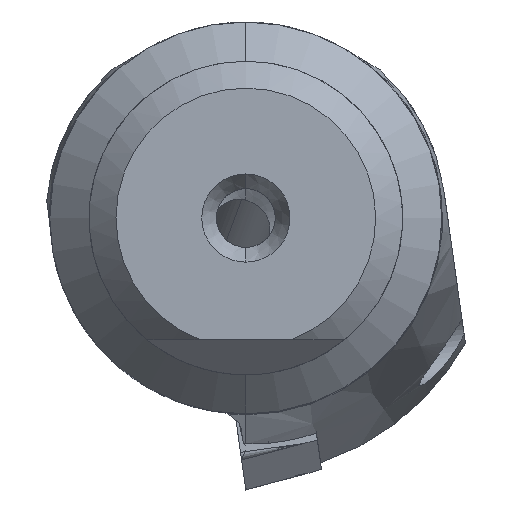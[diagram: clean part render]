
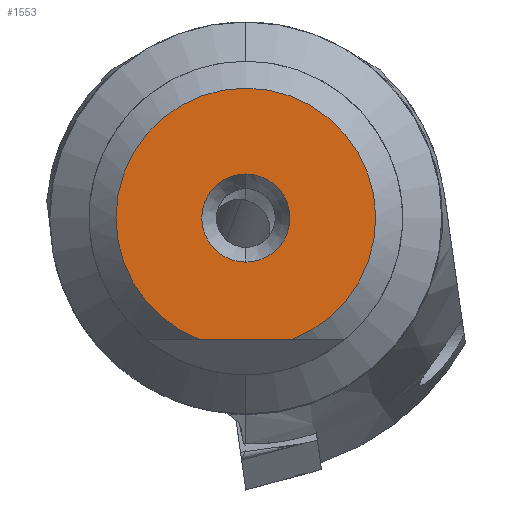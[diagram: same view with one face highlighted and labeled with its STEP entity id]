
A CAD part, left-side view. The second image highlights one B-rep face of the part: STEP entity #1553.
In plain terms, the highlighted planar face has unit normal (-1, 0, 0).
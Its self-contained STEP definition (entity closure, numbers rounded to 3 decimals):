
#761 = CARTESIAN_POINT ( 'NONE',  ( 0., 0., 0. ) ) ;
#762 = DIRECTION ( 'NONE',  ( -1., 0., 0. ) ) ;
#763 = DIRECTION ( 'NONE',  ( 0., 0., 1. ) ) ;
#1084 = CARTESIAN_POINT ( 'NONE',  ( 0., 0., 0. ) ) ;
#1085 = DIRECTION ( 'NONE',  ( -1., 0., 0. ) ) ;
#1086 = DIRECTION ( 'NONE',  ( 0., 0., 1. ) ) ;
#1168 = CARTESIAN_POINT ( 'NONE',  ( 0., 2.25, -6.2 ) ) ;
#1173 = CARTESIAN_POINT ( 'NONE',  ( 0., 0., 0. ) ) ;
#1174 = DIRECTION ( 'NONE',  ( -1., 0., 0. ) ) ;
#1175 = DIRECTION ( 'NONE',  ( 0., 0., 1. ) ) ;
#1186 = DIRECTION ( 'NONE',  ( 0., -1., 0. ) ) ;
#1553 = ADVANCED_FACE ( 'NONE', ( #2195, #2193 ), #3340, .F. ) ;
#1643 = AXIS2_PLACEMENT_3D ( 'NONE', #3434, #1702, #1701 ) ;
#1701 = DIRECTION ( 'NONE',  ( 0., 0., -1. ) ) ;
#1702 = DIRECTION ( 'NONE',  ( 1., 0., 0. ) ) ;
#2193 = FACE_OUTER_BOUND ( 'NONE', #2924, .T. ) ;
#2195 = FACE_BOUND ( 'NONE', #2819, .T. ) ;
#2401 = VERTEX_POINT ( 'NONE', #3993 ) ;
#2403 = VERTEX_POINT ( 'NONE', #3994 ) ;
#2433 = VERTEX_POINT ( 'NONE', #4023 ) ;
#2434 = VERTEX_POINT ( 'NONE', #4024 ) ;
#2614 = ORIENTED_EDGE ( 'NONE', *, *, #3794, .T. ) ;
#2615 = ORIENTED_EDGE ( 'NONE', *, *, #3790, .T. ) ;
#2616 = ORIENTED_EDGE ( 'NONE', *, *, #3692, .F. ) ;
#2617 = ORIENTED_EDGE ( 'NONE', *, *, #3765, .F. ) ;
#2819 = EDGE_LOOP ( 'NONE', ( #2617, #2616 ) ) ;
#2924 = EDGE_LOOP ( 'NONE', ( #2615, #2614 ) ) ;
#3283 = AXIS2_PLACEMENT_3D ( 'NONE', #1173, #1174, #1175 ) ;
#3289 = AXIS2_PLACEMENT_3D ( 'NONE', #1084, #1085, #1086 ) ;
#3323 = AXIS2_PLACEMENT_3D ( 'NONE', #761, #762, #763 ) ;
#3340 = PLANE ( 'NONE',  #1643 ) ;
#3434 = CARTESIAN_POINT ( 'NONE',  ( 0., 2.25, 0. ) ) ;
#3692 = EDGE_CURVE ( 'NONE', #2434, #2433, #5107, .T. ) ;
#3765 = EDGE_CURVE ( 'NONE', #2433, #2434, #5180, .T. ) ;
#3790 = EDGE_CURVE ( 'NONE', #2401, #2403, #5195, .T. ) ;
#3794 = EDGE_CURVE ( 'NONE', #2403, #2401, #5171, .T. ) ;
#3993 = CARTESIAN_POINT ( 'NONE',  ( 0., -2.335, -6.2 ) ) ;
#3994 = CARTESIAN_POINT ( 'NONE',  ( 0., 2.335, -6.2 ) ) ;
#4023 = CARTESIAN_POINT ( 'NONE',  ( 0., 0., 2.25 ) ) ;
#4024 = CARTESIAN_POINT ( 'NONE',  ( 0., 0., -2.25 ) ) ;
#5107 = CIRCLE ( 'NONE', #3323, 2.25 ) ;
#5171 = LINE ( 'NONE', #1168, #5202 ) ;
#5180 = CIRCLE ( 'NONE', #3289, 2.25 ) ;
#5195 = CIRCLE ( 'NONE', #3283, 6.625 ) ;
#5202 = VECTOR ( 'NONE', #1186, 1000. ) ;
